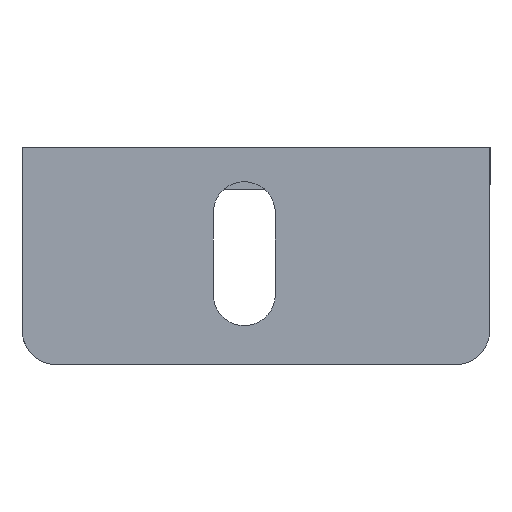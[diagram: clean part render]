
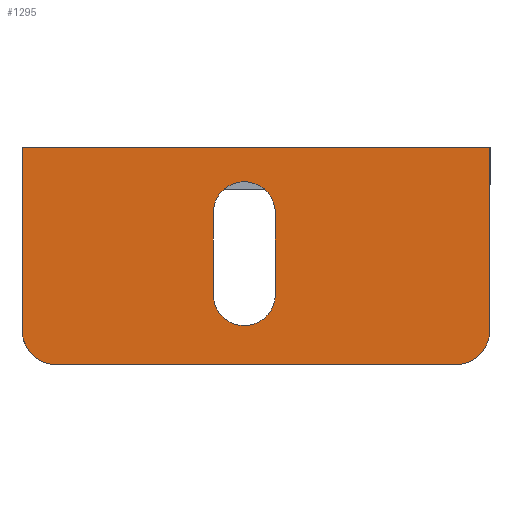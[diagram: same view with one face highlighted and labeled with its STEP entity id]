
A CAD part, front view. The second image highlights one B-rep face of the part: STEP entity #1295.
In plain terms, the highlighted planar face has unit normal (0, -1, 0).
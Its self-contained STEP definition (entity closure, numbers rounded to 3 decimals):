
#50=FACE_BOUND('',#308,.T.);
#66=CIRCLE('',#1314,2.65);
#68=CIRCLE('',#1318,2.65);
#105=CIRCLE('',#1397,3.);
#111=CIRCLE('',#1415,3.);
#231=FACE_OUTER_BOUND('',#307,.T.);
#307=EDGE_LOOP('',(#1171,#1172,#1173,#1174,#1175,#1176));
#308=EDGE_LOOP('',(#1177,#1178,#1179,#1180));
#317=LINE('',#1855,#415);
#320=LINE('',#1865,#418);
#371=LINE('',#2212,#469);
#378=LINE('',#2333,#476);
#389=LINE('',#2466,#487);
#412=LINE('',#2578,#510);
#415=VECTOR('',#1463,10.);
#418=VECTOR('',#1474,10.);
#469=VECTOR('',#1651,10.);
#476=VECTOR('',#1690,10.);
#487=VECTOR('',#1743,10.);
#510=VECTOR('',#1842,10.);
#513=VERTEX_POINT('',#1852);
#514=VERTEX_POINT('',#1854);
#515=VERTEX_POINT('',#1858);
#517=VERTEX_POINT('',#1864);
#585=VERTEX_POINT('',#2209);
#586=VERTEX_POINT('',#2211);
#596=VERTEX_POINT('',#2330);
#597=VERTEX_POINT('',#2332);
#606=VERTEX_POINT('',#2458);
#608=VERTEX_POINT('',#2464);
#632=EDGE_CURVE('',#514,#513,#317,.T.);
#634=EDGE_CURVE('',#513,#515,#66,.T.);
#637=EDGE_CURVE('',#515,#517,#320,.T.);
#640=EDGE_CURVE('',#517,#514,#68,.T.);
#734=EDGE_CURVE('',#586,#585,#371,.T.);
#753=EDGE_CURVE('',#596,#597,#378,.T.);
#755=EDGE_CURVE('',#586,#596,#105,.T.);
#774=EDGE_CURVE('',#606,#585,#111,.T.);
#777=EDGE_CURVE('',#606,#608,#389,.T.);
#819=EDGE_CURVE('',#597,#608,#412,.T.);
#1171=ORIENTED_EDGE('',*,*,#774,.F.);
#1172=ORIENTED_EDGE('',*,*,#777,.T.);
#1173=ORIENTED_EDGE('',*,*,#819,.F.);
#1174=ORIENTED_EDGE('',*,*,#753,.F.);
#1175=ORIENTED_EDGE('',*,*,#755,.F.);
#1176=ORIENTED_EDGE('',*,*,#734,.T.);
#1177=ORIENTED_EDGE('',*,*,#637,.T.);
#1178=ORIENTED_EDGE('',*,*,#640,.T.);
#1179=ORIENTED_EDGE('',*,*,#632,.T.);
#1180=ORIENTED_EDGE('',*,*,#634,.T.);
#1223=PLANE('',#1454);
#1295=ADVANCED_FACE('',(#231,#50),#1223,.T.);
#1314=AXIS2_PLACEMENT_3D('',#1859,#1467,#1468);
#1318=AXIS2_PLACEMENT_3D('',#1870,#1479,#1480);
#1397=AXIS2_PLACEMENT_3D('',#2336,#1694,#1695);
#1415=AXIS2_PLACEMENT_3D('',#2460,#1737,#1738);
#1454=AXIS2_PLACEMENT_3D('',#2577,#1840,#1841);
#1463=DIRECTION('',(0.,0.,-1.));
#1467=DIRECTION('center_axis',(0.,1.,0.));
#1468=DIRECTION('ref_axis',(1.,0.,0.));
#1474=DIRECTION('',(0.,0.,1.));
#1479=DIRECTION('center_axis',(0.,1.,0.));
#1480=DIRECTION('ref_axis',(-1.,0.,0.));
#1651=DIRECTION('',(1.,0.,0.));
#1690=DIRECTION('',(0.,0.,1.));
#1694=DIRECTION('center_axis',(0.,1.,0.));
#1695=DIRECTION('ref_axis',(-0.707,0.,-0.707));
#1737=DIRECTION('center_axis',(0.,1.,0.));
#1738=DIRECTION('ref_axis',(0.707,0.,-0.707));
#1743=DIRECTION('',(0.,0.,1.));
#1840=DIRECTION('center_axis',(0.,-1.,0.));
#1841=DIRECTION('ref_axis',(1.,0.,0.));
#1842=DIRECTION('',(1.,0.,0.));
#1852=CARTESIAN_POINT('',(-258.2,-254.8,-58.5));
#1854=CARTESIAN_POINT('',(-258.2,-254.8,-51.5));
#1855=CARTESIAN_POINT('',(-258.2,-254.8,-54.));
#1858=CARTESIAN_POINT('',(-263.5,-254.8,-58.5));
#1859=CARTESIAN_POINT('Origin',(-260.85,-254.8,-58.5));
#1864=CARTESIAN_POINT('',(-263.5,-254.8,-51.5));
#1865=CARTESIAN_POINT('',(-263.5,-254.8,-50.5));
#1870=CARTESIAN_POINT('Origin',(-260.85,-254.8,-51.5));
#2209=CARTESIAN_POINT('',(-242.85,-254.8,-64.5));
#2211=CARTESIAN_POINT('',(-276.85,-254.8,-64.5));
#2212=CARTESIAN_POINT('',(-279.85,-254.8,-64.5));
#2330=CARTESIAN_POINT('',(-279.85,-254.8,-61.5));
#2332=CARTESIAN_POINT('',(-279.85,-254.8,-45.9));
#2333=CARTESIAN_POINT('',(-279.85,-254.8,-49.5));
#2336=CARTESIAN_POINT('Origin',(-276.85,-254.8,-61.5));
#2458=CARTESIAN_POINT('',(-239.85,-254.8,-61.5));
#2460=CARTESIAN_POINT('Origin',(-242.85,-254.8,-61.5));
#2464=CARTESIAN_POINT('',(-239.85,-254.8,-45.9));
#2466=CARTESIAN_POINT('',(-239.85,-254.8,-49.5));
#2577=CARTESIAN_POINT('Origin',(-279.85,-254.8,-49.5));
#2578=CARTESIAN_POINT('',(-279.85,-254.8,-45.9));
